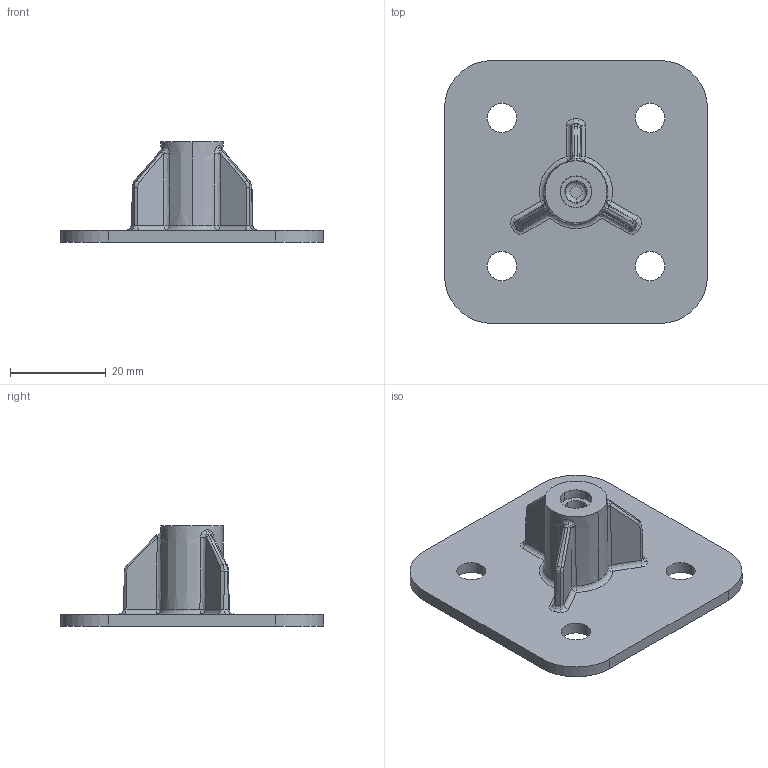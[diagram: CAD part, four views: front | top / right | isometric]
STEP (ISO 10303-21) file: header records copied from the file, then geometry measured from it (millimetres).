
FILE_DESCRIPTION(('CATIA V5 STEP','CAx-IF Rec.Pracs.--- Model Styling and Organization---1.5--- 2016-08-15','CAx-IF Rec.Pracs.---Supplemental Geometry---1.0---2011-11-01','CAx-IF Rec.Pracs.--- Composite Materials ---1.1---2010-07-15','CAx-IF Rec.Pracs.--- Geometric and Assembly Validation Properties ---3.1---2016-08-17'),'2;1');
FILE_NAME('DIGI_AUTO_FAB_FUNKDEMO_SCHRAUBDOM.stp','2024-02-01T12:09:08+00:00',('OpenDXM CA5 STEP'),('Dr. Ing. h.c. F. Porsche AG'),'CATIA Version 5-6 Release 2022 SP3 HF23','CATIA V5 STEP AP214 v2','geheim');
FILE_SCHEMA(('AUTOMOTIVE_DESIGN { 1 0 10303 214 1 1 1 1 }'));
Length unit declared in the file: millimetre
Products named in the file (1): DIGI_AUTO_FAB_FUNKDEMO_SCHRAUBDOM
Bounding box: 55 x 55 x 20.95 mm (x, y, z)
Volume: 9840.2 mm3; surface area: 7875.7 mm2
Topology: 1 solids, 1 shells, 117 faces, 274 edges, 157 vertices
Faces by surface type: bspline 40, cylinder 39, plane 21, cone 6, sphere 6, torus 5
Entity records: 4983 total; most frequent: CARTESIAN_POINT 2688, ORIENTED_EDGE 536, DIRECTION 292, EDGE_CURVE 268, VERTEX_POINT 156, AXIS2_PLACEMENT_3D 153, EDGE_LOOP 128, B_SPLINE_CURVE_WITH_KNOTS 122
